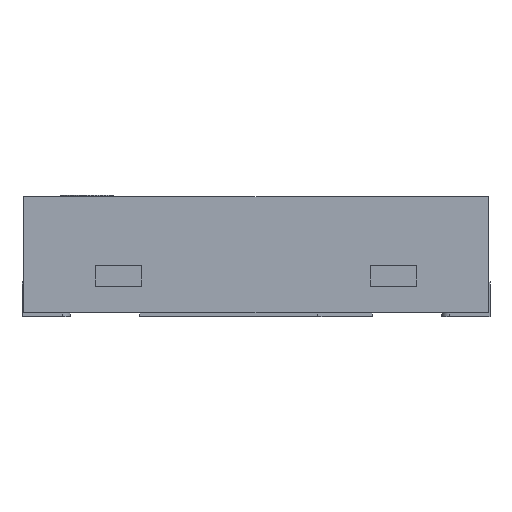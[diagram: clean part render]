
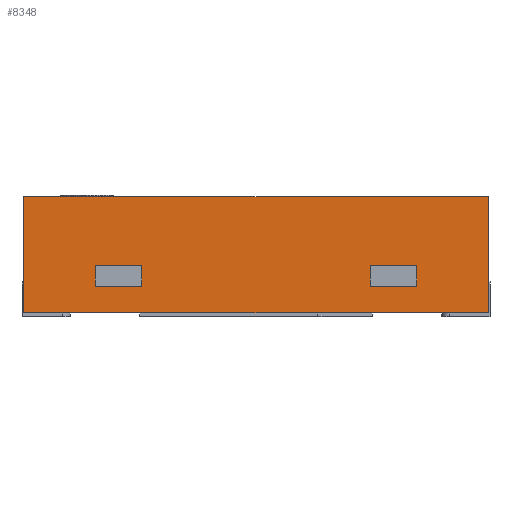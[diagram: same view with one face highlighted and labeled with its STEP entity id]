
A CAD part, left-side view. The second image highlights one B-rep face of the part: STEP entity #8348.
In plain terms, the highlighted planar face has unit normal (-1, 0, 0).
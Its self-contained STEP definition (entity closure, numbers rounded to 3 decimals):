
#483 = EDGE_CURVE ( 'NONE', #13004, #2763, #5970, .T. ) ;
#486 = CARTESIAN_POINT ( 'NONE',  ( -1.5, -0.739, 0.172 ) ) ;
#782 = CARTESIAN_POINT ( 'NONE',  ( -1.5, 1.5, 0.75 ) ) ;
#880 = VECTOR ( 'NONE', #6899, 1000. ) ;
#989 = DIRECTION ( 'NONE',  ( 0., 0., 1. ) ) ;
#1353 = CARTESIAN_POINT ( 'NONE',  ( -1.5, 1.5, 0. ) ) ;
#1421 = CARTESIAN_POINT ( 'NONE',  ( -1.5, -0.739, 0.307 ) ) ;
#1971 = DIRECTION ( 'NONE',  ( 0., -1., 0. ) ) ;
#2281 = EDGE_CURVE ( 'NONE', #6082, #10841, #15190, .T. ) ;
#2616 = VECTOR ( 'NONE', #4601, 1000. ) ;
#2763 = VERTEX_POINT ( 'NONE', #5406 ) ;
#3033 = LINE ( 'NONE', #11366, #11408 ) ;
#3038 = EDGE_CURVE ( 'NONE', #11959, #3438, #12012, .T. ) ;
#3135 = CARTESIAN_POINT ( 'NONE',  ( -1.5, 1.5, 0.75 ) ) ;
#3199 = ORIENTED_EDGE ( 'NONE', *, *, #3755, .T. ) ;
#3368 = VECTOR ( 'NONE', #14065, 1000. ) ;
#3438 = VERTEX_POINT ( 'NONE', #1353 ) ;
#3509 = CARTESIAN_POINT ( 'NONE',  ( -1.5, -1.5, 0.75 ) ) ;
#3522 = CARTESIAN_POINT ( 'NONE',  ( -1.5, 0.739, 0.307 ) ) ;
#3755 = EDGE_CURVE ( 'NONE', #4602, #7562, #14947, .T. ) ;
#4126 = VECTOR ( 'NONE', #6730, 1000. ) ;
#4551 = EDGE_LOOP ( 'NONE', ( #5158, #17754, #17830, #10663 ) ) ;
#4580 = PLANE ( 'NONE',  #5507 ) ;
#4601 = DIRECTION ( 'NONE',  ( 0., 0., -1. ) ) ;
#4602 = VERTEX_POINT ( 'NONE', #3522 ) ;
#5089 = FACE_BOUND ( 'NONE', #14860, .T. ) ;
#5158 = ORIENTED_EDGE ( 'NONE', *, *, #12708, .F. ) ;
#5406 = CARTESIAN_POINT ( 'NONE',  ( -1.5, -1.5, 0. ) ) ;
#5507 = AXIS2_PLACEMENT_3D ( 'NONE', #10147, #11969, #15781 ) ;
#5593 = CARTESIAN_POINT ( 'NONE',  ( -1.5, 1.037, 0.307 ) ) ;
#5970 = LINE ( 'NONE', #11583, #2616 ) ;
#6082 = VERTEX_POINT ( 'NONE', #18171 ) ;
#6271 = VERTEX_POINT ( 'NONE', #1421 ) ;
#6568 = FACE_BOUND ( 'NONE', #4551, .T. ) ;
#6578 = CARTESIAN_POINT ( 'NONE',  ( -1.5, 1.037, 0.172 ) ) ;
#6585 = EDGE_CURVE ( 'NONE', #6271, #11324, #3033, .T. ) ;
#6642 = LINE ( 'NONE', #8005, #4126 ) ;
#6730 = DIRECTION ( 'NONE',  ( 0., 1., 0. ) ) ;
#6733 = VECTOR ( 'NONE', #14992, 1000. ) ;
#6826 = EDGE_CURVE ( 'NONE', #7562, #8004, #7750, .T. ) ;
#6899 = DIRECTION ( 'NONE',  ( 0., -1., 0. ) ) ;
#7149 = CARTESIAN_POINT ( 'NONE',  ( -1.5, 0.739, 0.172 ) ) ;
#7491 = ORIENTED_EDGE ( 'NONE', *, *, #6826, .T. ) ;
#7562 = VERTEX_POINT ( 'NONE', #7149 ) ;
#7625 = DIRECTION ( 'NONE',  ( 0., 0., -1. ) ) ;
#7750 = LINE ( 'NONE', #13326, #6733 ) ;
#8004 = VERTEX_POINT ( 'NONE', #8169 ) ;
#8005 = CARTESIAN_POINT ( 'NONE',  ( -1.5, -1.037, 0.307 ) ) ;
#8169 = CARTESIAN_POINT ( 'NONE',  ( -1.5, 1.037, 0.172 ) ) ;
#8277 = VECTOR ( 'NONE', #7625, 1000. ) ;
#8348 = ADVANCED_FACE ( 'NONE', ( #5089, #10770, #6568 ), #4580, .F. ) ;
#8915 = LINE ( 'NONE', #14776, #16486 ) ;
#8978 = DIRECTION ( 'NONE',  ( 0., -1., 0. ) ) ;
#8985 = DIRECTION ( 'NONE',  ( 0., 0., -1. ) ) ;
#9686 = VECTOR ( 'NONE', #8978, 1000. ) ;
#10147 = CARTESIAN_POINT ( 'NONE',  ( -1.5, 1.5, 0.75 ) ) ;
#10390 = ORIENTED_EDGE ( 'NONE', *, *, #12318, .F. ) ;
#10663 = ORIENTED_EDGE ( 'NONE', *, *, #6585, .F. ) ;
#10719 = CARTESIAN_POINT ( 'NONE',  ( -1.5, 0.739, 0.172 ) ) ;
#10770 = FACE_OUTER_BOUND ( 'NONE', #12932, .T. ) ;
#10808 = LINE ( 'NONE', #12091, #9686 ) ;
#10841 = VERTEX_POINT ( 'NONE', #16336 ) ;
#11288 = ORIENTED_EDGE ( 'NONE', *, *, #13718, .T. ) ;
#11298 = VERTEX_POINT ( 'NONE', #5593 ) ;
#11324 = VERTEX_POINT ( 'NONE', #486 ) ;
#11332 = LINE ( 'NONE', #15380, #12069 ) ;
#11366 = CARTESIAN_POINT ( 'NONE',  ( -1.5, -0.739, 0.172 ) ) ;
#11408 = VECTOR ( 'NONE', #17000, 1000. ) ;
#11583 = CARTESIAN_POINT ( 'NONE',  ( -1.5, -1.5, 0.75 ) ) ;
#11848 = ORIENTED_EDGE ( 'NONE', *, *, #3038, .T. ) ;
#11959 = VERTEX_POINT ( 'NONE', #782 ) ;
#11969 = DIRECTION ( 'NONE',  ( 1., 0., 0. ) ) ;
#12012 = LINE ( 'NONE', #15990, #15552 ) ;
#12069 = VECTOR ( 'NONE', #18159, 1000. ) ;
#12091 = CARTESIAN_POINT ( 'NONE',  ( -1.5, -1.037, 0.172 ) ) ;
#12119 = VECTOR ( 'NONE', #989, 1000. ) ;
#12318 = EDGE_CURVE ( 'NONE', #11959, #13004, #12827, .T. ) ;
#12708 = EDGE_CURVE ( 'NONE', #10841, #6271, #6642, .T. ) ;
#12827 = LINE ( 'NONE', #3135, #880 ) ;
#12932 = EDGE_LOOP ( 'NONE', ( #17506, #13313, #10390, #11848 ) ) ;
#13004 = VERTEX_POINT ( 'NONE', #3509 ) ;
#13037 = EDGE_CURVE ( 'NONE', #3438, #2763, #8915, .T. ) ;
#13313 = ORIENTED_EDGE ( 'NONE', *, *, #483, .F. ) ;
#13326 = CARTESIAN_POINT ( 'NONE',  ( -1.5, 1.037, 0.172 ) ) ;
#13718 = EDGE_CURVE ( 'NONE', #11298, #4602, #11332, .T. ) ;
#14065 = DIRECTION ( 'NONE',  ( 0., 0., 1. ) ) ;
#14179 = ORIENTED_EDGE ( 'NONE', *, *, #14489, .T. ) ;
#14489 = EDGE_CURVE ( 'NONE', #8004, #11298, #14918, .T. ) ;
#14776 = CARTESIAN_POINT ( 'NONE',  ( -1.5, 1.5, 0. ) ) ;
#14860 = EDGE_LOOP ( 'NONE', ( #14179, #11288, #3199, #7491 ) ) ;
#14918 = LINE ( 'NONE', #6578, #12119 ) ;
#14947 = LINE ( 'NONE', #10719, #8277 ) ;
#14992 = DIRECTION ( 'NONE',  ( 0., 1., 0. ) ) ;
#15190 = LINE ( 'NONE', #18164, #3368 ) ;
#15380 = CARTESIAN_POINT ( 'NONE',  ( -1.5, 1.037, 0.307 ) ) ;
#15552 = VECTOR ( 'NONE', #8985, 1000. ) ;
#15781 = DIRECTION ( 'NONE',  ( 0., 1., 0. ) ) ;
#15990 = CARTESIAN_POINT ( 'NONE',  ( -1.5, 1.5, 0.75 ) ) ;
#16336 = CARTESIAN_POINT ( 'NONE',  ( -1.5, -1.037, 0.307 ) ) ;
#16486 = VECTOR ( 'NONE', #1971, 1000. ) ;
#16819 = EDGE_CURVE ( 'NONE', #11324, #6082, #10808, .T. ) ;
#17000 = DIRECTION ( 'NONE',  ( 0., 0., -1. ) ) ;
#17506 = ORIENTED_EDGE ( 'NONE', *, *, #13037, .T. ) ;
#17754 = ORIENTED_EDGE ( 'NONE', *, *, #2281, .F. ) ;
#17830 = ORIENTED_EDGE ( 'NONE', *, *, #16819, .F. ) ;
#18159 = DIRECTION ( 'NONE',  ( 0., -1., 0. ) ) ;
#18164 = CARTESIAN_POINT ( 'NONE',  ( -1.5, -1.037, 0.172 ) ) ;
#18171 = CARTESIAN_POINT ( 'NONE',  ( -1.5, -1.037, 0.172 ) ) ;
